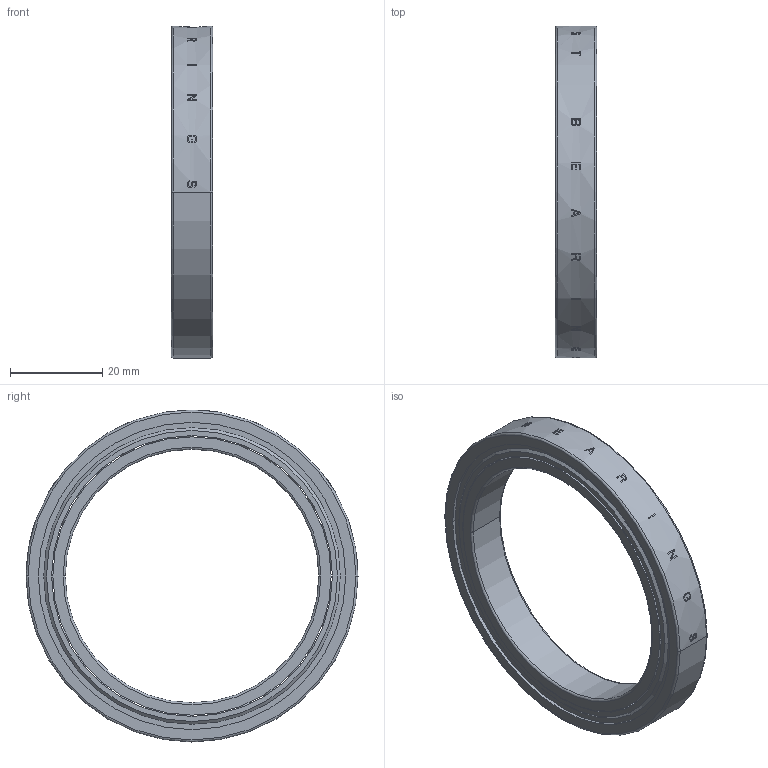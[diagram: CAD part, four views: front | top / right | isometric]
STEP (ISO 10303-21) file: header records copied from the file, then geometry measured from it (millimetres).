
FILE_DESCRIPTION (( 'STEP AP203' ), '1' );
FILE_NAME ('bearing_Default_sldprt.STEP', '2018-11-21T07:48:50', ( '' ), ( '' ), 'SwSTEP 2.0', 'SolidWorks 2017', '' );
FILE_SCHEMA (( 'CONFIG_CONTROL_DESIGN' ));
Length unit declared in the file: inch
Products named in the file (1): bearing_Default_sldprt
Bounding box: 8.99 x 72.01 x 72.01 mm (x, y, z)
Volume: 11817.1 mm3; surface area: 15106.8 mm2
Topology: 3 solids, 3 shells, 459 faces, 1104 edges, 728 vertices
Faces by surface type: plane 285, sphere 116, cylinder 40, torus 14, cone 4
Entity records: 16534 total; most frequent: CARTESIAN_POINT 6693, ORIENTED_EDGE 2208, DIRECTION 1603, EDGE_CURVE 1104, VERTEX_POINT 728, AXIS2_PLACEMENT_3D 598, B_SPLINE_CURVE_WITH_KNOTS 559, EDGE_LOOP 542
